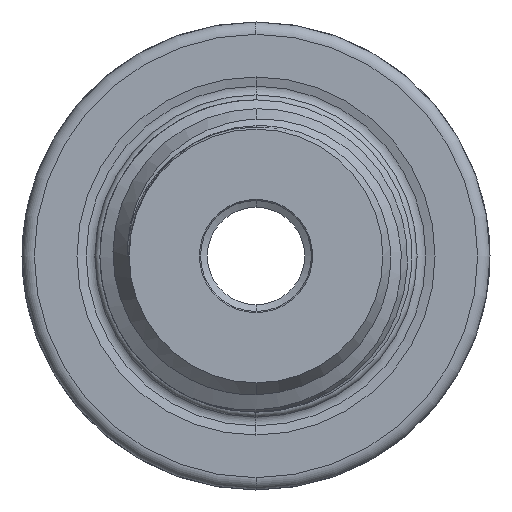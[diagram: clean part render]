
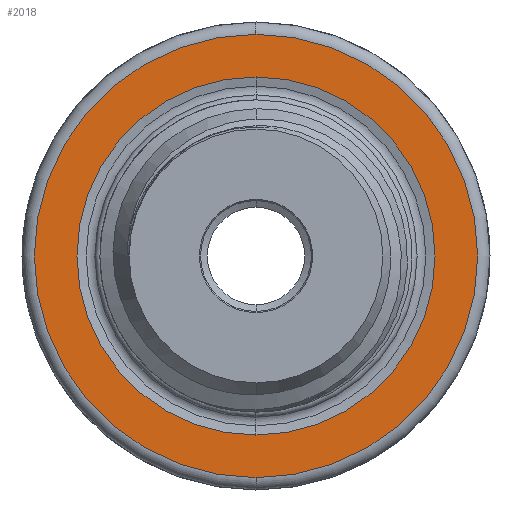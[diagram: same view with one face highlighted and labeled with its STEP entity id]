
A CAD part, left-side view. The second image highlights one B-rep face of the part: STEP entity #2018.
In plain terms, the highlighted planar face has unit normal (-1, 0, 0).
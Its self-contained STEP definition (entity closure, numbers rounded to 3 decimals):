
#34 = DIRECTION ( 'NONE',  ( -1., 0., 0. ) ) ;
#85 = ORIENTED_EDGE ( 'NONE', *, *, #5262, .T. ) ;
#274 = AXIS2_PLACEMENT_3D ( 'NONE', #2980, #1339, #1806 ) ;
#434 = ORIENTED_EDGE ( 'NONE', *, *, #673, .F. ) ;
#474 = EDGE_LOOP ( 'NONE', ( #3991, #85 ) ) ;
#673 = EDGE_CURVE ( 'NONE', #4006, #4980, #6367, .T. ) ;
#698 = CARTESIAN_POINT ( 'NONE',  ( 40., 0., -18. ) ) ;
#744 = EDGE_CURVE ( 'NONE', #6507, #6403, #1660, .T. ) ;
#1106 = AXIS2_PLACEMENT_3D ( 'NONE', #6437, #2012, #5338 ) ;
#1339 = DIRECTION ( 'NONE',  ( -1., 0., 0. ) ) ;
#1503 = DIRECTION ( 'NONE',  ( 0., 0., -1. ) ) ;
#1660 = CIRCLE ( 'NONE', #274, 18. ) ;
#1707 = CIRCLE ( 'NONE', #2625, 18. ) ;
#1806 = DIRECTION ( 'NONE',  ( 0., 0., -1. ) ) ;
#2012 = DIRECTION ( 'NONE',  ( 1., 0., 0. ) ) ;
#2018 = ADVANCED_FACE ( 'NONE', ( #3664, #3771 ), #6398, .F. ) ;
#2130 = AXIS2_PLACEMENT_3D ( 'NONE', #5574, #34, #3841 ) ;
#2625 = AXIS2_PLACEMENT_3D ( 'NONE', #3585, #5789, #1503 ) ;
#2727 = DIRECTION ( 'NONE',  ( 0., 0., 1. ) ) ;
#2868 = CARTESIAN_POINT ( 'NONE',  ( 40., 0., 18. ) ) ;
#2980 = CARTESIAN_POINT ( 'NONE',  ( 40., 0., 0. ) ) ;
#3232 = CARTESIAN_POINT ( 'NONE',  ( 40., 0., 0. ) ) ;
#3251 = AXIS2_PLACEMENT_3D ( 'NONE', #3232, #5482, #2727 ) ;
#3469 = EDGE_LOOP ( 'NONE', ( #434, #5849 ) ) ;
#3585 = CARTESIAN_POINT ( 'NONE',  ( 40., 0., 0. ) ) ;
#3664 = FACE_OUTER_BOUND ( 'NONE', #474, .T. ) ;
#3771 = FACE_BOUND ( 'NONE', #3469, .T. ) ;
#3841 = DIRECTION ( 'NONE',  ( 0., 0., 1. ) ) ;
#3930 = EDGE_CURVE ( 'NONE', #4980, #4006, #6159, .T. ) ;
#3991 = ORIENTED_EDGE ( 'NONE', *, *, #744, .T. ) ;
#4006 = VERTEX_POINT ( 'NONE', #6636 ) ;
#4893 = CARTESIAN_POINT ( 'NONE',  ( 40., 0., -14.538 ) ) ;
#4980 = VERTEX_POINT ( 'NONE', #4893 ) ;
#5262 = EDGE_CURVE ( 'NONE', #6403, #6507, #1707, .T. ) ;
#5338 = DIRECTION ( 'NONE',  ( 0., 0., -1. ) ) ;
#5482 = DIRECTION ( 'NONE',  ( -1., 0., 0. ) ) ;
#5574 = CARTESIAN_POINT ( 'NONE',  ( 40., 0., 0. ) ) ;
#5789 = DIRECTION ( 'NONE',  ( -1., 0., 0. ) ) ;
#5849 = ORIENTED_EDGE ( 'NONE', *, *, #3930, .F. ) ;
#6159 = CIRCLE ( 'NONE', #2130, 14.538 ) ;
#6367 = CIRCLE ( 'NONE', #3251, 14.538 ) ;
#6398 = PLANE ( 'NONE',  #1106 ) ;
#6403 = VERTEX_POINT ( 'NONE', #2868 ) ;
#6437 = CARTESIAN_POINT ( 'NONE',  ( 40., 19., 0. ) ) ;
#6507 = VERTEX_POINT ( 'NONE', #698 ) ;
#6636 = CARTESIAN_POINT ( 'NONE',  ( 40., 0., 14.538 ) ) ;
